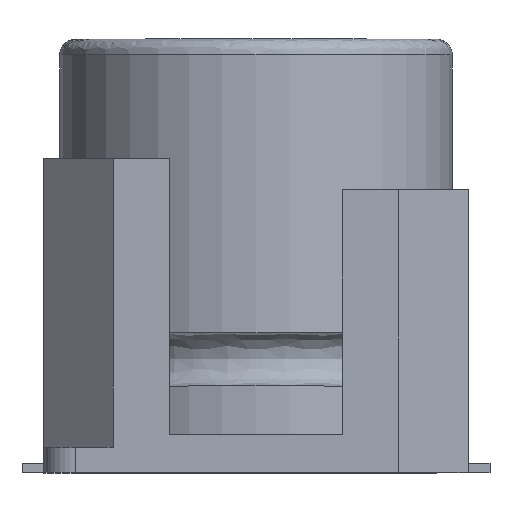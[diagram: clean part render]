
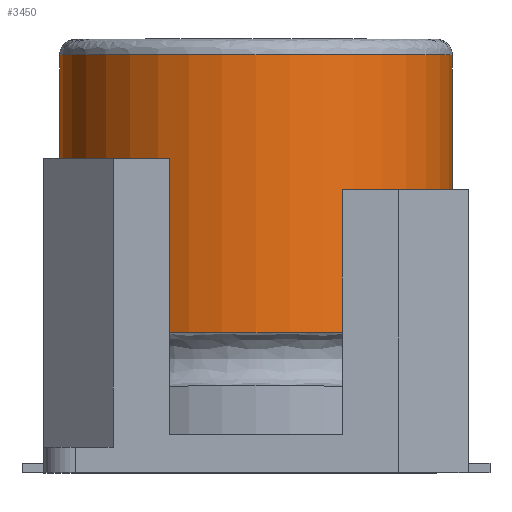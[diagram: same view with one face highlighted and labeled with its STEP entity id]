
A CAD part, top view. The second image highlights one B-rep face of the part: STEP entity #3450.
In plain terms, the highlighted cylindrical face has radius 6.25 mm (diameter 12.5 mm), a partial arc.
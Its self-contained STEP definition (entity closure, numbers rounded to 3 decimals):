
#286 = CARTESIAN_POINT ( 'NONE',  ( 0., 4.45, 0. ) ) ;
#298 = CIRCLE ( 'NONE', #2947, 6.25 ) ;
#547 = VECTOR ( 'NONE', #4117, 1000. ) ;
#694 = CIRCLE ( 'NONE', #4432, 6.25 ) ;
#1268 = VECTOR ( 'NONE', #3470, 1000. ) ;
#1795 = EDGE_CURVE ( 'NONE', #2938, #4543, #694, .T. ) ;
#2092 = EDGE_LOOP ( 'NONE', ( #3250, #2783, #2175, #5067 ) ) ;
#2175 = ORIENTED_EDGE ( 'NONE', *, *, #4653, .T. ) ;
#2182 = EDGE_CURVE ( 'NONE', #2938, #2290, #5740, .T. ) ;
#2290 = VERTEX_POINT ( 'NONE', #3490 ) ;
#2320 = EDGE_CURVE ( 'NONE', #4543, #2850, #6616, .T. ) ;
#2481 = CYLINDRICAL_SURFACE ( 'NONE', #6082, 6.25 ) ;
#2618 = CARTESIAN_POINT ( 'NONE',  ( -6.25, 13.8, 0. ) ) ;
#2783 = ORIENTED_EDGE ( 'NONE', *, *, #2320, .T. ) ;
#2850 = VERTEX_POINT ( 'NONE', #3168 ) ;
#2932 = CARTESIAN_POINT ( 'NONE',  ( 0., 13.8, 0. ) ) ;
#2938 = VERTEX_POINT ( 'NONE', #4312 ) ;
#2947 = AXIS2_PLACEMENT_3D ( 'NONE', #286, #4424, #3373 ) ;
#3168 = CARTESIAN_POINT ( 'NONE',  ( -6.25, 4.45, 0. ) ) ;
#3250 = ORIENTED_EDGE ( 'NONE', *, *, #1795, .T. ) ;
#3373 = DIRECTION ( 'NONE',  ( 1., 0., 0. ) ) ;
#3450 = ADVANCED_FACE ( 'NONE', ( #4587 ), #2481, .T. ) ;
#3470 = DIRECTION ( 'NONE',  ( 0., -1., 0. ) ) ;
#3490 = CARTESIAN_POINT ( 'NONE',  ( 6.25, 4.45, 0. ) ) ;
#3738 = CARTESIAN_POINT ( 'NONE',  ( -6.25, 13.3, 0. ) ) ;
#3956 = DIRECTION ( 'NONE',  ( 1., 0., 0. ) ) ;
#4117 = DIRECTION ( 'NONE',  ( 0., -1., 0. ) ) ;
#4312 = CARTESIAN_POINT ( 'NONE',  ( 6.25, 13.3, 0. ) ) ;
#4424 = DIRECTION ( 'NONE',  ( 0., 1., 0. ) ) ;
#4432 = AXIS2_PLACEMENT_3D ( 'NONE', #6694, #6738, #4608 ) ;
#4491 = DIRECTION ( 'NONE',  ( 0., -1., 0. ) ) ;
#4543 = VERTEX_POINT ( 'NONE', #3738 ) ;
#4587 = FACE_OUTER_BOUND ( 'NONE', #2092, .T. ) ;
#4608 = DIRECTION ( 'NONE',  ( 1., 0., 0. ) ) ;
#4653 = EDGE_CURVE ( 'NONE', #2850, #2290, #298, .T. ) ;
#5067 = ORIENTED_EDGE ( 'NONE', *, *, #2182, .F. ) ;
#5740 = LINE ( 'NONE', #6486, #1268 ) ;
#6082 = AXIS2_PLACEMENT_3D ( 'NONE', #2932, #4491, #3956 ) ;
#6486 = CARTESIAN_POINT ( 'NONE',  ( 6.25, 13.8, 0. ) ) ;
#6616 = LINE ( 'NONE', #2618, #547 ) ;
#6694 = CARTESIAN_POINT ( 'NONE',  ( 0., 13.3, 0. ) ) ;
#6738 = DIRECTION ( 'NONE',  ( 0., -1., 0. ) ) ;
